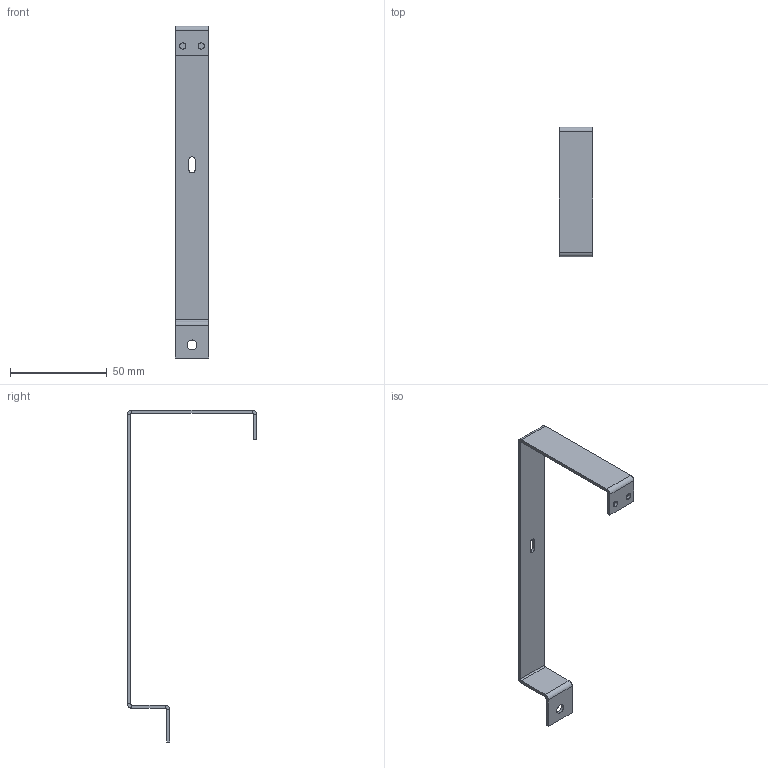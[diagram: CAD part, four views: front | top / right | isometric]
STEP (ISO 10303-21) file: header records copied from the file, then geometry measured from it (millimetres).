
FILE_DESCRIPTION (( 'STEP AP214' ), '1' );
FILE_NAME ('bottomRightBusbar.STEP', '2025-01-04T05:37:12', ( '' ), ( '' ), 'SwSTEP 2.0', 'SolidWorks 2024', '' );
FILE_SCHEMA (( 'AUTOMOTIVE_DESIGN' ));
Length unit declared in the file: millimetre
Products named in the file (1): bottomRightBusbar
Bounding box: 17.5 x 67 x 171.67 mm (x, y, z)
Volume: 7420.2 mm3; surface area: 10281.7 mm2
Topology: 1 solids, 1 shells, 49 faces, 109 edges, 62 vertices
Faces by surface type: plane 32, cylinder 17
Entity records: 1360 total; most frequent: DIRECTION 243, CARTESIAN_POINT 221, ORIENTED_EDGE 218, EDGE_CURVE 109, AXIS2_PLACEMENT_3D 84, LINE 75, VECTOR 75, VERTEX_POINT 62
